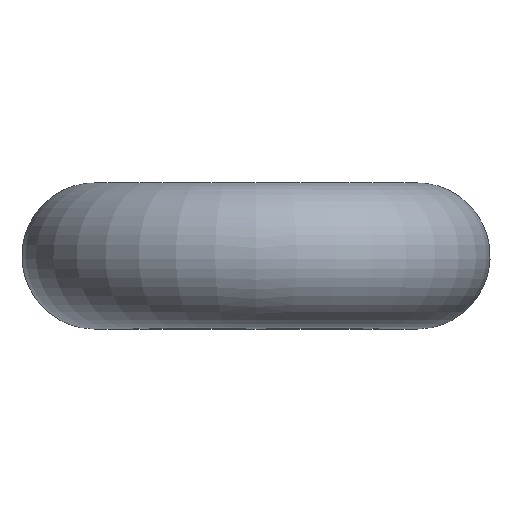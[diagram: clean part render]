
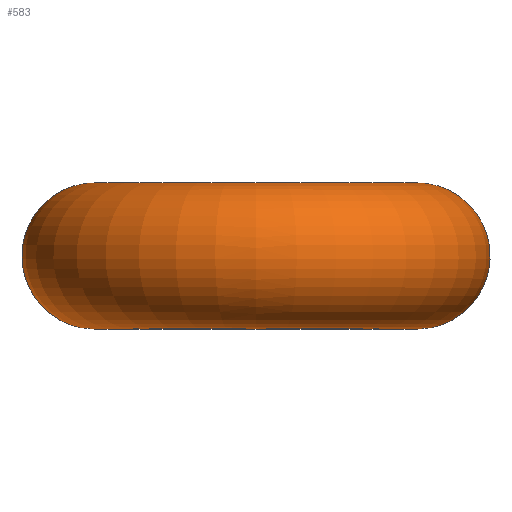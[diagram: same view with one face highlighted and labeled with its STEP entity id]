
A CAD part, top view. The second image highlights one B-rep face of the part: STEP entity #583.
In plain terms, the highlighted toroidal (fillet/blend) face has major radius 5.5 mm and minor radius 2.5 mm.
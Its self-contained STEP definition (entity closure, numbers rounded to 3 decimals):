
#451=CARTESIAN_POINT('',(5.033,0.473,-6.19));
#452=VERTEX_POINT('',#451);
#484=CARTESIAN_POINT('',(5.033,0.473,-6.19));
#485=CARTESIAN_POINT('',(5.151,0.487,-6.097));
#486=CARTESIAN_POINT('',(5.382,0.452,-5.893));
#487=CARTESIAN_POINT('',(5.627,0.216,-5.601));
#488=CARTESIAN_POINT('',(5.687,-0.133,-5.383));
#489=CARTESIAN_POINT('',(5.559,-0.492,-5.259));
#490=CARTESIAN_POINT('',(5.293,-0.797,-5.221));
#491=CARTESIAN_POINT('',(4.941,-1.023,-5.265));
#492=CARTESIAN_POINT('',(4.527,-1.158,-5.417));
#493=CARTESIAN_POINT('',(4.236,-1.124,-5.699));
#494=CARTESIAN_POINT('',(4.119,-1.008,-5.941));
#495=CARTESIAN_POINT('',(4.055,-0.856,-6.165));
#496=CARTESIAN_POINT('',(4.059,-0.562,-6.445));
#497=CARTESIAN_POINT('',(4.192,-0.201,-6.58));
#498=CARTESIAN_POINT('',(4.425,0.134,-6.562));
#499=CARTESIAN_POINT('',(4.677,0.368,-6.452));
#500=CARTESIAN_POINT('',(4.916,0.459,-6.283));
#501=CARTESIAN_POINT('',(5.033,0.473,-6.19));
#502=B_SPLINE_CURVE_WITH_KNOTS('',3,(#484,#485,#486,#487,#488,#489,#490,#491,#492,#493,#494,#495,#496,#497,#498,#499,#500,#501),.UNSPECIFIED.,.T.,.U.,(4,1,1,1,1,1,1,1,1,1,1,1,1,1,1,4),(0.0,0.021,0.041,0.062,0.082,0.103,0.123,0.144,0.165,0.175,0.185,0.206,0.237,0.247,0.267,0.288),.UNSPECIFIED.);
#503=EDGE_CURVE('',#452,#452,#502,.T.);
#528=CARTESIAN_POINT('',(0.,0.8,0.));
#529=DIRECTION('',(0.,-1.0,0.));
#530=DIRECTION('',(0.0,0.0,1.0));
#531=AXIS2_PLACEMENT_3D('',#528,#529,#530);
#532=TOROIDAL_SURFACE('',#531,5.5,2.5);
#533=CARTESIAN_POINT('',(0.,3.3,5.5));
#534=VERTEX_POINT('',#533);
#535=CARTESIAN_POINT('',(0.,3.3,0.));
#536=DIRECTION('',(0.0,-1.0,0.0));
#537=DIRECTION('',(0.0,0.0,-1.0));
#538=AXIS2_PLACEMENT_3D('',#535,#536,#537);
#539=CIRCLE('',#538,5.5);
#540=EDGE_CURVE('',#534,#534,#539,.T.);
#541=ORIENTED_EDGE('',*,*,#540,.T.);
#542=EDGE_LOOP('',(#541));
#543=FACE_OUTER_BOUND('',#542,.T.);
#544=CARTESIAN_POINT('',(0.,-1.7,5.5));
#545=VERTEX_POINT('',#544);
#546=CARTESIAN_POINT('',(0.,-1.7,0.));
#547=DIRECTION('',(0.0,1.0,0.0));
#548=DIRECTION('',(0.0,0.0,-1.0));
#549=AXIS2_PLACEMENT_3D('',#546,#547,#548);
#550=CIRCLE('',#549,5.5);
#551=EDGE_CURVE('',#545,#545,#550,.T.);
#552=ORIENTED_EDGE('',*,*,#551,.T.);
#553=EDGE_LOOP('',(#552));
#554=FACE_BOUND('',#553,.T.);
#555=CARTESIAN_POINT('',(-5.033,1.127,-6.19));
#556=VERTEX_POINT('',#555);
#557=CARTESIAN_POINT('',(-5.033,1.127,-6.19));
#558=CARTESIAN_POINT('',(-5.151,1.113,-6.097));
#559=CARTESIAN_POINT('',(-5.382,1.148,-5.893));
#560=CARTESIAN_POINT('',(-5.627,1.384,-5.601));
#561=CARTESIAN_POINT('',(-5.687,1.733,-5.383));
#562=CARTESIAN_POINT('',(-5.559,2.092,-5.259));
#563=CARTESIAN_POINT('',(-5.293,2.397,-5.221));
#564=CARTESIAN_POINT('',(-4.941,2.624,-5.265));
#565=CARTESIAN_POINT('',(-4.527,2.758,-5.417));
#566=CARTESIAN_POINT('',(-4.236,2.724,-5.699));
#567=CARTESIAN_POINT('',(-4.119,2.608,-5.941));
#568=CARTESIAN_POINT('',(-4.055,2.457,-6.165));
#569=CARTESIAN_POINT('',(-4.059,2.187,-6.422));
#570=CARTESIAN_POINT('',(-4.179,1.832,-6.572));
#571=CARTESIAN_POINT('',(-4.4,1.489,-6.573));
#572=CARTESIAN_POINT('',(-4.677,1.232,-6.452));
#573=CARTESIAN_POINT('',(-4.916,1.141,-6.283));
#574=CARTESIAN_POINT('',(-5.033,1.127,-6.19));
#575=B_SPLINE_CURVE_WITH_KNOTS('',3,(#557,#558,#559,#560,#561,#562,#563,#564,#565,#566,#567,#568,#569,#570,#571,#572,#573,#574),.UNSPECIFIED.,.T.,.U.,(4,1,1,1,1,1,1,1,1,1,1,1,1,1,1,4),(0.0,0.021,0.041,0.062,0.082,0.103,0.123,0.144,0.165,0.175,0.185,0.206,0.231,0.247,0.267,0.288),.UNSPECIFIED.);
#576=EDGE_CURVE('',#556,#556,#575,.T.);
#577=ORIENTED_EDGE('',*,*,#576,.F.);
#578=EDGE_LOOP('',(#577));
#579=FACE_BOUND('',#578,.T.);
#580=ORIENTED_EDGE('',*,*,#503,.F.);
#581=EDGE_LOOP('',(#580));
#582=FACE_BOUND('',#581,.T.);
#583=ADVANCED_FACE('',(#543,#554,#579,#582),#532,.T.);
